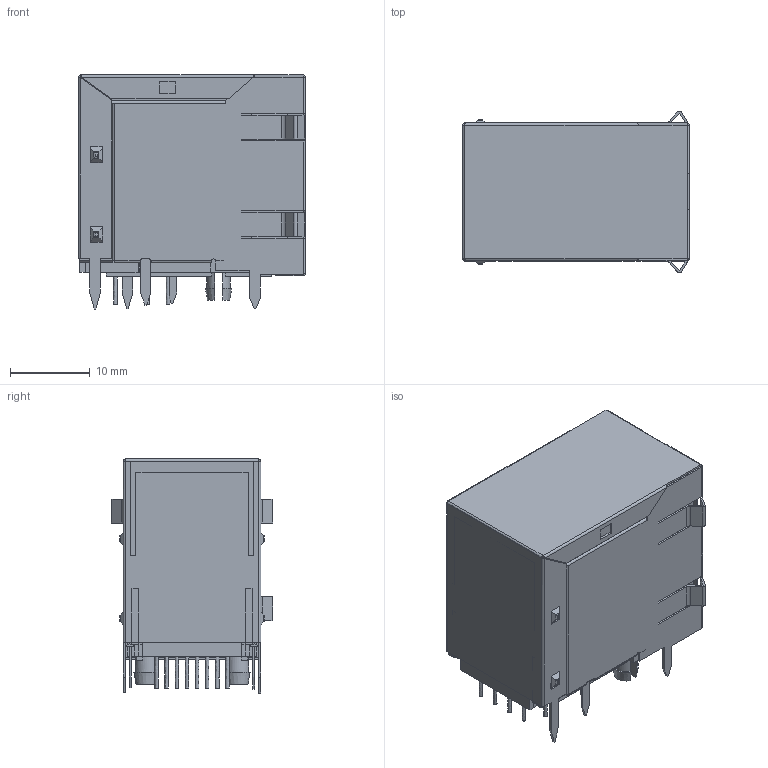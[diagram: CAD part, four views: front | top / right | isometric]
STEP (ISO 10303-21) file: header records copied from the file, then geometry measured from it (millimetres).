
FILE_DESCRIPTION(/* description */ ('Unknown'),/* implementation_level */ '2;1');
FILE_NAME(/* name */ 'J_Wurth_WR-MJ_615016240521',/* time_stamp */ '2025-06-26T17:31:33+08:00',/* author */ ('Unknown'),/* organization */ ('Unknown'),/* preprocessor_version */ 'ST-DEVELOPER v19.4',/* originating_system */ 'Solid Edge',/* authorisation */ 'Unknown');
FILE_SCHEMA (('AUTOMOTIVE_DESIGN {1 0 10303 214 3 1 1}'));
Products named in the file (2): J_Wurth_WR-MJ_615016240521
Assembly tree (1 placements, depth 2):
  J_Wurth_WR-MJ_615016240521
    J_Wurth_WR-MJ_615016240521
Bounding box: 28.45 x 20.27 x 29.35 mm (x, y, z)
Volume: 7506.4 mm3; surface area: 17936.8 mm2
Topology: 22 solids, 22 shells, 1246 faces, 3426 edges, 2210 vertices
Faces by surface type: plane 1022, cylinder 177, bspline 43, cone 4
Full cylindrical faces by diameter (mm): 0.01 x1, 0.45 x16, 1 x8
Entity records: 52434 total; most frequent: CARTESIAN_POINT 20969, ORIENTED_EDGE 6678, DIRECTION 6022, EDGE_CURVE 3339, LINE 2914, VECTOR 2914, VERTEX_POINT 2179, AXIS2_PLACEMENT_3D 1554
